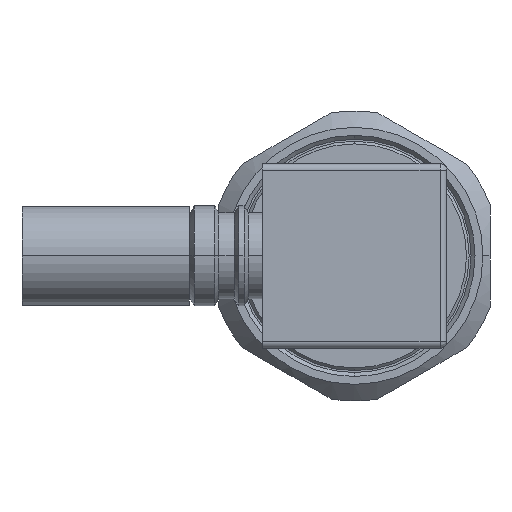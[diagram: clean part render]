
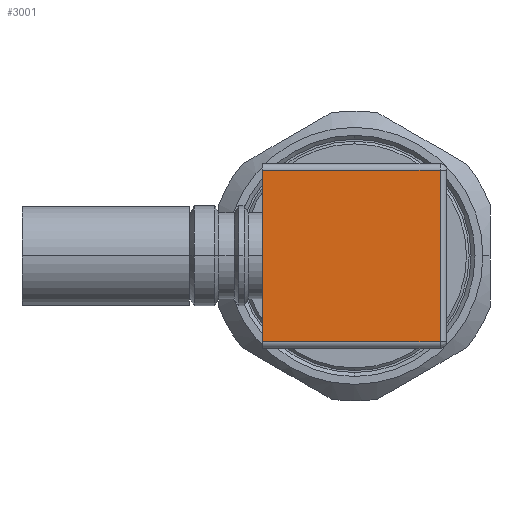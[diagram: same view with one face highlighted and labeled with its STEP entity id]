
A CAD part, front view. The second image highlights one B-rep face of the part: STEP entity #3001.
In plain terms, the highlighted planar face has unit normal (0, -1, 0).
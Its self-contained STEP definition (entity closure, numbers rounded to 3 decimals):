
#16 = LINE ( 'NONE', #371, #3787 ) ;
#371 = CARTESIAN_POINT ( 'NONE',  ( 0., -31.3, 6.5 ) ) ;
#532 = CARTESIAN_POINT ( 'NONE',  ( -7., -31.3, 6.5 ) ) ;
#568 = EDGE_CURVE ( 'NONE', #2162, #2225, #2692, .T. ) ;
#744 = EDGE_LOOP ( 'NONE', ( #4275, #1096, #2661, #1900 ) ) ;
#1096 = ORIENTED_EDGE ( 'NONE', *, *, #2309, .T. ) ;
#1214 = DIRECTION ( 'NONE',  ( 1., 0., 0. ) ) ;
#1802 = CARTESIAN_POINT ( 'NONE',  ( -7., -31.3, -6.5 ) ) ;
#1810 = LINE ( 'NONE', #2218, #2568 ) ;
#1900 = ORIENTED_EDGE ( 'NONE', *, *, #568, .T. ) ;
#2162 = VERTEX_POINT ( 'NONE', #1802 ) ;
#2211 = LINE ( 'NONE', #3169, #3092 ) ;
#2218 = CARTESIAN_POINT ( 'NONE',  ( 6.5, -31.3, 0. ) ) ;
#2225 = VERTEX_POINT ( 'NONE', #2925 ) ;
#2226 = VECTOR ( 'NONE', #1214, 1000. ) ;
#2309 = EDGE_CURVE ( 'NONE', #4224, #4414, #16, .T. ) ;
#2337 = DIRECTION ( 'NONE',  ( 0., -1., 0. ) ) ;
#2352 = EDGE_CURVE ( 'NONE', #2225, #4224, #1810, .T. ) ;
#2492 = EDGE_CURVE ( 'NONE', #4414, #2162, #2211, .T. ) ;
#2568 = VECTOR ( 'NONE', #4096, 1000. ) ;
#2661 = ORIENTED_EDGE ( 'NONE', *, *, #2492, .T. ) ;
#2692 = LINE ( 'NONE', #3419, #2226 ) ;
#2907 = FACE_OUTER_BOUND ( 'NONE', #744, .T. ) ;
#2925 = CARTESIAN_POINT ( 'NONE',  ( 6.5, -31.3, -6.5 ) ) ;
#3001 = ADVANCED_FACE ( 'NONE', ( #2907 ), #3449, .T. ) ;
#3092 = VECTOR ( 'NONE', #3892, 1000. ) ;
#3169 = CARTESIAN_POINT ( 'NONE',  ( -7., -31.3, 0. ) ) ;
#3267 = CARTESIAN_POINT ( 'NONE',  ( 6.5, -31.3, 6.5 ) ) ;
#3419 = CARTESIAN_POINT ( 'NONE',  ( 0., -31.3, -6.5 ) ) ;
#3449 = PLANE ( 'NONE',  #4311 ) ;
#3701 = DIRECTION ( 'NONE',  ( -1., 0., 0. ) ) ;
#3787 = VECTOR ( 'NONE', #3701, 1000. ) ;
#3845 = CARTESIAN_POINT ( 'NONE',  ( 0., -31.3, 0. ) ) ;
#3892 = DIRECTION ( 'NONE',  ( 0., 0., -1. ) ) ;
#4096 = DIRECTION ( 'NONE',  ( 0., 0., 1. ) ) ;
#4213 = DIRECTION ( 'NONE',  ( 0., 0., -1. ) ) ;
#4224 = VERTEX_POINT ( 'NONE', #3267 ) ;
#4275 = ORIENTED_EDGE ( 'NONE', *, *, #2352, .T. ) ;
#4311 = AXIS2_PLACEMENT_3D ( 'NONE', #3845, #2337, #4213 ) ;
#4414 = VERTEX_POINT ( 'NONE', #532 ) ;
